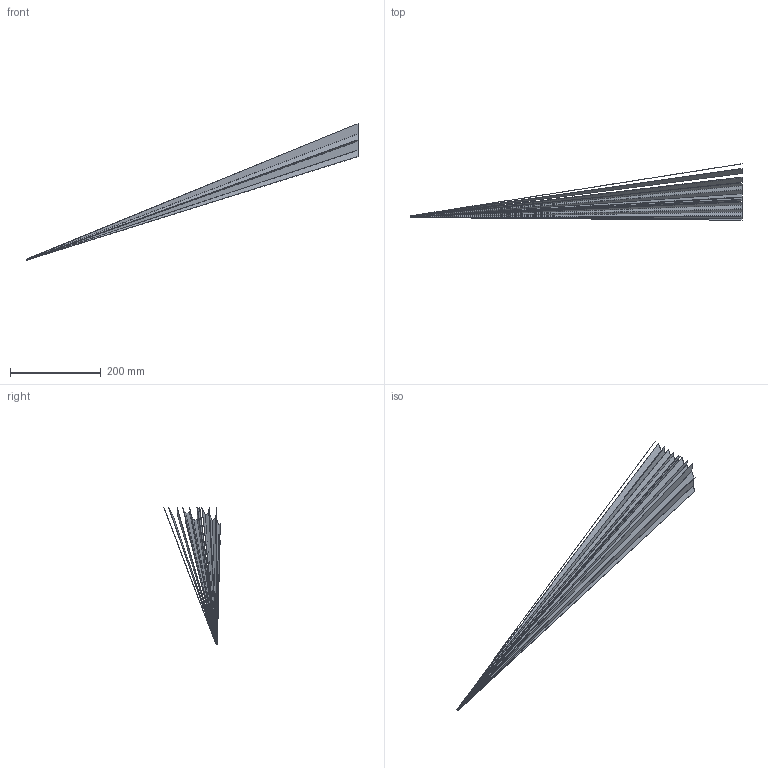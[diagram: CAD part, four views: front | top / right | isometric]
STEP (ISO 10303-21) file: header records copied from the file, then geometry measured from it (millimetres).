
FILE_DESCRIPTION(('FreeCAD Model'),'2;1');
FILE_NAME( 'block_0.step', '2021-06-02T11:33:13',('Author'),(''), 'Open CASCADE STEP processor 7.3','FreeCAD','Unknown');
FILE_SCHEMA(('AUTOMOTIVE_DESIGN { 1 0 10303 214 1 1 1 1 }'));
Length unit declared in the file: millimetre
Products named in the file (1): Part_0
Bounding box: 730 x 124.26 x 300.61 mm (x, y, z)
Volume: 51523.4 mm3; surface area: 347601.9 mm2
Topology: 3 solids, 3 shells, 106 faces, 323 edges, 215 vertices
Faces by surface type: plane 106
Entity records: 7480 total; most frequent: CARTESIAN_POINT 1616, DIRECTION 858, ORIENTED_EDGE 646, PCURVE 646, DEFINITIONAL_REPRESENTATION 646, LINE 644, VECTOR 644, B_SPLINE_CURVE_WITH_KNOTS 325
